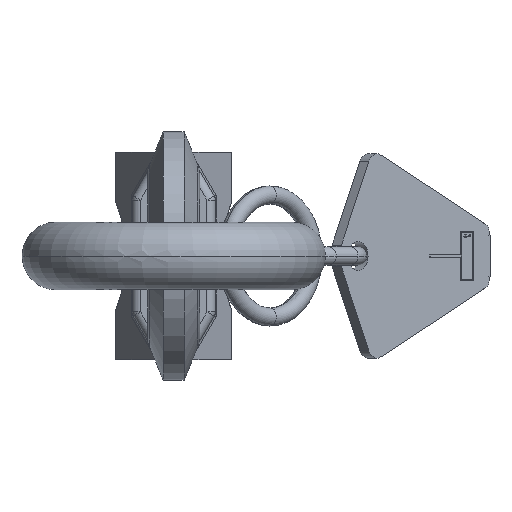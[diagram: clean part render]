
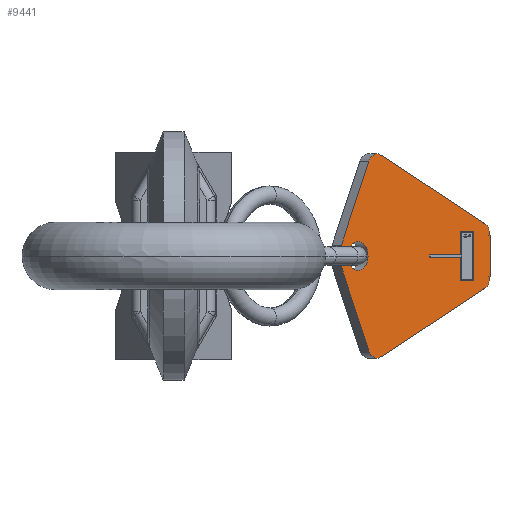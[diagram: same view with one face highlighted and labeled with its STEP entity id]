
A CAD part, left-side view. The second image highlights one B-rep face of the part: STEP entity #9441.
In plain terms, the highlighted face is planar.
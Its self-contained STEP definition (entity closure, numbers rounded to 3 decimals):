
#8671=CARTESIAN_POINT('',(0.,2.5,0.));
#8672=DIRECTION('',(0.,-1.,0.));
#8673=DIRECTION('',(1.,0.,0.));
#8674=AXIS2_PLACEMENT_3D('',#8671,#8672,#8673);
#8676=CARTESIAN_POINT('',(0.,2.5,0.));
#8677=DIRECTION('',(0.,-1.,0.));
#8678=DIRECTION('',(-1.,0.,0.));
#8679=AXIS2_PLACEMENT_3D('',#8676,#8677,#8678);
#8681=DIRECTION('',(-0.906,0.,0.423));
#8682=VECTOR('',#8681,35.575);
#8683=CARTESIAN_POINT('',(-4.226,2.5,-9.063));
#8684=LINE('',#8683,#8682);
#8685=CARTESIAN_POINT('',(0.,2.5,0.));
#8686=DIRECTION('',(0.,1.,0.));
#8687=DIRECTION('',(0.423,0.,-0.906));
#8688=AXIS2_PLACEMENT_3D('',#8685,#8686,#8687);
#8690=DIRECTION('',(-0.906,0.,-0.423));
#8691=VECTOR('',#8690,35.575);
#8692=CARTESIAN_POINT('',(36.468,2.5,5.972));
#8693=LINE('',#8692,#8691);
#8694=DIRECTION('',(0.423,0.,-0.906));
#8695=VECTOR('',#8694,62.337);
#8696=CARTESIAN_POINT('',(12.542,2.5,69.113));
#8697=LINE('',#8696,#8695);
#8698=DIRECTION('',(1.,0.,0.));
#8699=VECTOR('',#8698,16.021);
#8700=CARTESIAN_POINT('',(-8.011,2.5,72.));
#8701=LINE('',#8700,#8699);
#8702=DIRECTION('',(0.423,0.,0.906));
#8703=VECTOR('',#8702,62.337);
#8704=CARTESIAN_POINT('',(-38.887,2.5,12.616));
#8705=LINE('',#8704,#8703);
#8706=DIRECTION('',(1.,0.,0.));
#8707=VECTOR('',#8706,19.);
#8708=CARTESIAN_POINT('',(-9.5,2.5,63.));
#8709=LINE('',#8708,#8707);
#8710=DIRECTION('',(0.,0.,-1.));
#8711=VECTOR('',#8710,7.);
#8712=CARTESIAN_POINT('',(9.5,2.5,63.));
#8713=LINE('',#8712,#8711);
#8714=DIRECTION('',(-1.,0.,0.));
#8715=VECTOR('',#8714,9.);
#8716=CARTESIAN_POINT('',(9.5,2.5,56.));
#8717=LINE('',#8716,#8715);
#8718=DIRECTION('',(0.,0.,-1.));
#8719=VECTOR('',#8718,16.5);
#8720=CARTESIAN_POINT('',(0.5,2.5,56.));
#8721=LINE('',#8720,#8719);
#8722=DIRECTION('',(-1.,0.,0.));
#8723=VECTOR('',#8722,1.);
#8724=CARTESIAN_POINT('',(0.5,2.5,39.5));
#8725=LINE('',#8724,#8723);
#8726=DIRECTION('',(0.,0.,1.));
#8727=VECTOR('',#8726,16.5);
#8728=CARTESIAN_POINT('',(-0.5,2.5,39.5));
#8729=LINE('',#8728,#8727);
#8730=DIRECTION('',(-1.,0.,0.));
#8731=VECTOR('',#8730,9.);
#8732=CARTESIAN_POINT('',(-0.5,2.5,56.));
#8733=LINE('',#8732,#8731);
#8734=DIRECTION('',(0.,0.,1.));
#8735=VECTOR('',#8734,7.);
#8736=CARTESIAN_POINT('',(-9.5,2.5,56.));
#8737=LINE('',#8736,#8735);
#8834=CARTESIAN_POINT('',(-34.355,2.5,10.503));
#8835=DIRECTION('',(0.,1.,0.));
#8836=DIRECTION('',(-0.423,0.,-0.906));
#8837=AXIS2_PLACEMENT_3D('',#8834,#8835,#8836);
#8860=CARTESIAN_POINT('',(34.355,2.5,10.503));
#8861=DIRECTION('',(0.,1.,0.));
#8862=DIRECTION('',(0.906,0.,0.423));
#8863=AXIS2_PLACEMENT_3D('',#8860,#8861,#8862);
#8878=CARTESIAN_POINT('',(8.011,2.5,67.));
#8879=DIRECTION('',(0.,1.,0.));
#8880=DIRECTION('',(0.,0.,1.));
#8881=AXIS2_PLACEMENT_3D('',#8878,#8879,#8880);
#8896=CARTESIAN_POINT('',(-8.011,2.5,67.));
#8897=DIRECTION('',(0.,1.,0.));
#8898=DIRECTION('',(-0.906,0.,0.423));
#8899=AXIS2_PLACEMENT_3D('',#8896,#8897,#8898);
#9166=CARTESIAN_POINT('',(5.5,2.5,0.));
#9167=CARTESIAN_POINT('',(-5.5,2.5,0.));
#9168=VERTEX_POINT('',#9166);
#9169=VERTEX_POINT('',#9167);
#9170=CARTESIAN_POINT('',(4.226,2.5,-9.063));
#9171=CARTESIAN_POINT('',(-4.226,2.5,-9.063));
#9172=VERTEX_POINT('',#9170);
#9173=VERTEX_POINT('',#9171);
#9174=CARTESIAN_POINT('',(-36.468,2.5,5.972));
#9176=VERTEX_POINT('',#9174);
#9178=CARTESIAN_POINT('',(-38.887,2.5,12.616));
#9179=VERTEX_POINT('',#9178);
#9182=CARTESIAN_POINT('',(38.887,2.5,12.616));
#9184=VERTEX_POINT('',#9182);
#9186=CARTESIAN_POINT('',(36.468,2.5,5.972));
#9187=VERTEX_POINT('',#9186);
#9190=CARTESIAN_POINT('',(8.011,2.5,72.));
#9192=VERTEX_POINT('',#9190);
#9194=CARTESIAN_POINT('',(12.542,2.5,69.113));
#9195=VERTEX_POINT('',#9194);
#9198=CARTESIAN_POINT('',(-12.542,2.5,69.113));
#9200=VERTEX_POINT('',#9198);
#9202=CARTESIAN_POINT('',(-8.011,2.5,72.));
#9203=VERTEX_POINT('',#9202);
#9268=CARTESIAN_POINT('',(-9.5,2.5,63.));
#9269=CARTESIAN_POINT('',(9.5,2.5,63.));
#9270=VERTEX_POINT('',#9268);
#9271=VERTEX_POINT('',#9269);
#9272=CARTESIAN_POINT('',(9.5,2.5,56.));
#9273=VERTEX_POINT('',#9272);
#9274=CARTESIAN_POINT('',(0.5,2.5,56.));
#9275=VERTEX_POINT('',#9274);
#9276=CARTESIAN_POINT('',(0.5,2.5,39.5));
#9277=VERTEX_POINT('',#9276);
#9278=CARTESIAN_POINT('',(-0.5,2.5,39.5));
#9279=VERTEX_POINT('',#9278);
#9280=CARTESIAN_POINT('',(-0.5,2.5,56.));
#9281=VERTEX_POINT('',#9280);
#9282=CARTESIAN_POINT('',(-9.5,2.5,56.));
#9283=VERTEX_POINT('',#9282);
#9392=CARTESIAN_POINT('',(0.,2.5,0.));
#9393=DIRECTION('',(0.,1.,0.));
#9394=DIRECTION('',(1.,0.,0.));
#9395=AXIS2_PLACEMENT_3D('',#9392,#9393,#9394);
#9396=PLANE('',#9395);
#9398=ORIENTED_EDGE('',*,*,#9397,.F.);
#9400=ORIENTED_EDGE('',*,*,#9399,.F.);
#9402=ORIENTED_EDGE('',*,*,#9401,.F.);
#9404=ORIENTED_EDGE('',*,*,#9403,.F.);
#9406=ORIENTED_EDGE('',*,*,#9405,.F.);
#9408=ORIENTED_EDGE('',*,*,#9407,.F.);
#9410=ORIENTED_EDGE('',*,*,#9409,.F.);
#9412=ORIENTED_EDGE('',*,*,#9411,.F.);
#9414=ORIENTED_EDGE('',*,*,#9413,.F.);
#9416=ORIENTED_EDGE('',*,*,#9415,.F.);
#9417=EDGE_LOOP('',(#9398,#9400,#9402,#9404,#9406,#9408,#9410,#9412,#9414,
#9416));
#9418=FACE_OUTER_BOUND('',#9417,.F.);
#9419=ORIENTED_EDGE('',*,*,#9372,.F.);
#9420=ORIENTED_EDGE('',*,*,#9386,.F.);
#9421=EDGE_LOOP('',(#9419,#9420));
#9422=FACE_BOUND('',#9421,.F.);
#9424=ORIENTED_EDGE('',*,*,#9423,.T.);
#9426=ORIENTED_EDGE('',*,*,#9425,.T.);
#9428=ORIENTED_EDGE('',*,*,#9427,.T.);
#9430=ORIENTED_EDGE('',*,*,#9429,.T.);
#9432=ORIENTED_EDGE('',*,*,#9431,.T.);
#9434=ORIENTED_EDGE('',*,*,#9433,.T.);
#9436=ORIENTED_EDGE('',*,*,#9435,.T.);
#9438=ORIENTED_EDGE('',*,*,#9437,.T.);
#9439=EDGE_LOOP('',(#9424,#9426,#9428,#9430,#9432,#9434,#9436,#9438));
#9440=FACE_BOUND('',#9439,.F.);
#9441=ADVANCED_FACE('',(#9418,#9422,#9440),#9396,.T.);
#8675=CIRCLE('',#8674,5.5);
#8680=CIRCLE('',#8679,5.5);
#8689=CIRCLE('',#8688,10.);
#8838=CIRCLE('',#8837,5.);
#8864=CIRCLE('',#8863,5.);
#8882=CIRCLE('',#8881,5.);
#8900=CIRCLE('',#8899,5.);
#9372=EDGE_CURVE('',#9168,#9169,#8675,.T.);
#9386=EDGE_CURVE('',#9169,#9168,#8680,.T.);
#9397=EDGE_CURVE('',#9176,#9179,#8838,.T.);
#9399=EDGE_CURVE('',#9173,#9176,#8684,.T.);
#9401=EDGE_CURVE('',#9172,#9173,#8689,.T.);
#9403=EDGE_CURVE('',#9187,#9172,#8693,.T.);
#9405=EDGE_CURVE('',#9184,#9187,#8864,.T.);
#9407=EDGE_CURVE('',#9195,#9184,#8697,.T.);
#9409=EDGE_CURVE('',#9192,#9195,#8882,.T.);
#9411=EDGE_CURVE('',#9203,#9192,#8701,.T.);
#9413=EDGE_CURVE('',#9200,#9203,#8900,.T.);
#9415=EDGE_CURVE('',#9179,#9200,#8705,.T.);
#9423=EDGE_CURVE('',#9270,#9271,#8709,.T.);
#9425=EDGE_CURVE('',#9271,#9273,#8713,.T.);
#9427=EDGE_CURVE('',#9273,#9275,#8717,.T.);
#9429=EDGE_CURVE('',#9275,#9277,#8721,.T.);
#9431=EDGE_CURVE('',#9277,#9279,#8725,.T.);
#9433=EDGE_CURVE('',#9279,#9281,#8729,.T.);
#9435=EDGE_CURVE('',#9281,#9283,#8733,.T.);
#9437=EDGE_CURVE('',#9283,#9270,#8737,.T.);
